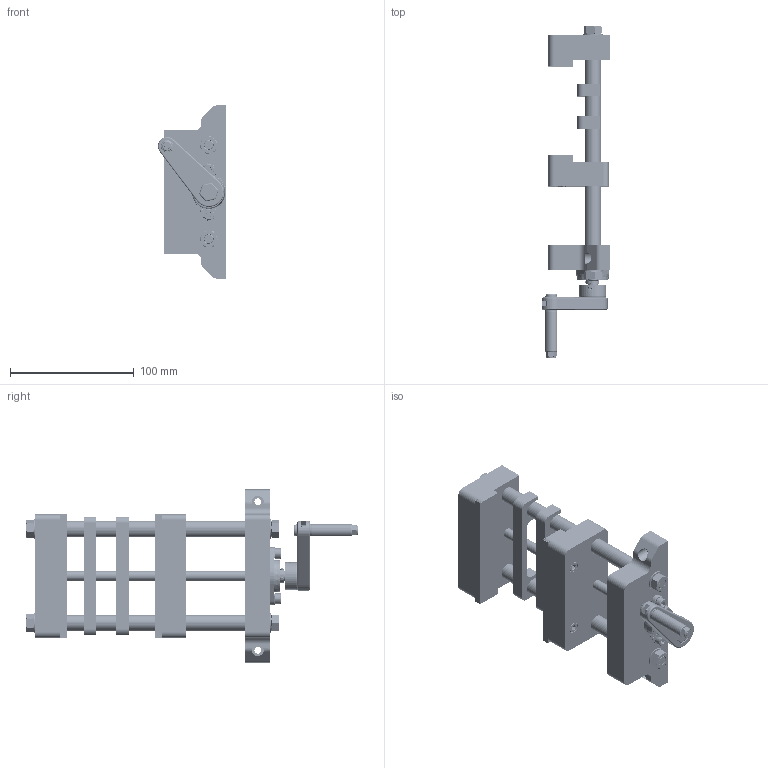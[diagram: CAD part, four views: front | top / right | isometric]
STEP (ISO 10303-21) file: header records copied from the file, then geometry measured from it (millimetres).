
FILE_DESCRIPTION(/* description */ (''),/* implementation_level */ '2;1');
FILE_NAME(/* name */ 'Vise.stp',/* time_stamp */ '2021-07-19T20:19:01-04:00',/* author */ ('JK'),/* organization */ (''),/* preprocessor_version */ 'ST-DEVELOPER v18',/* originating_system */ 'Autodesk Inventor 2020',/* authorisation */ '');
FILE_SCHEMA (('AUTOMOTIVE_DESIGN { 1 0 10303 214 3 1 1 }'));
Products named in the file (24): Vise; Movingjaw; Stationaryjaw; AlumTube; Stationaryjaw2; ThreadedRod; M8Washer; KFL08 ; Rubberplate; ThreadedRod_1; M5Nut; M5x20Bolt; Crank; M5Nut_1; EndNut; M3 nut; Base; Perno M5x8 cabeza plana; Espaciador 40mm; M5 washer small; M5 Lock nut; RubberPiece; PrisioneroM3; M8Nut
Assembly tree (48 placements, depth 2):
  Vise
    Movingjaw
    Stationaryjaw
    AlumTube  x2
    Stationaryjaw2
    ThreadedRod  x2
    M8Washer  x4
    M8Nut  x5
    KFL08 
    Rubberplate  x2
    ThreadedRod_1
    M5x20Bolt  x6
    M5Nut  x4
    Base  x2
    M5Nut_1  x3
    Crank
    EndNut
    M3 nut  x2
    Perno M5x8 cabeza plana
    Espaciador 40mm
    M5 washer small  x2
    M5 Lock nut
    RubberPiece  x2
    PrisioneroM3  x2
Bounding box: 55.12 x 268.5 x 140 mm (x, y, z)
Volume: 399216.8 mm3; surface area: 166981.3 mm2
Topology: 51 solids, 51 shells, 1728 faces, 4423 edges, 2865 vertices
Faces by surface type: cylinder 659, plane 567, cone 277, bspline 212, torus 10, sphere 3
Full cylindrical faces by diameter (mm): 2.35 x22, 2.5 x2, 2.713 x2, 3 x18, 3.2 x4, 3.961 x155, 4.284 x3, 4.3 x1, 5 x174, 5.15 x5, 5.3 x6, 5.4 x2, 5.5 x7, 7.6 x1, 8 x32, 8.2 x2, 8.3 x2, 8.5 x7, 9 x5, 9.5 x2, 10 x3, 10.9 x1, 11 x4, 13 x6, 13.4 x2, 16 x4, 20 x2, 22 x3, 22.6 x1
Entity records: 48687 total; most frequent: CARTESIAN_POINT 26448, ORIENTED_EDGE 4718, DIRECTION 3936, EDGE_CURVE 2359, VERTEX_POINT 1554, AXIS2_PLACEMENT_3D 1415, LINE 1106, VECTOR 1106
